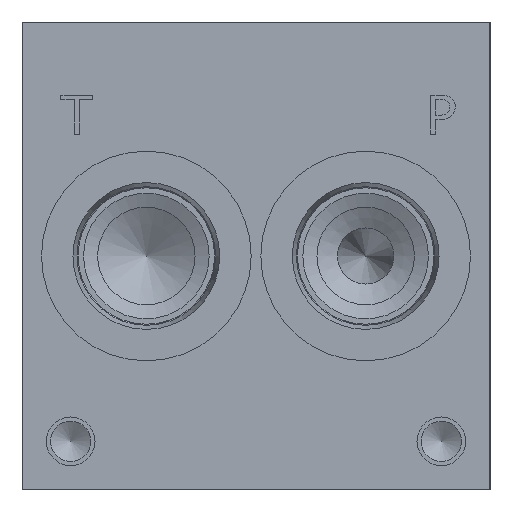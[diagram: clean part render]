
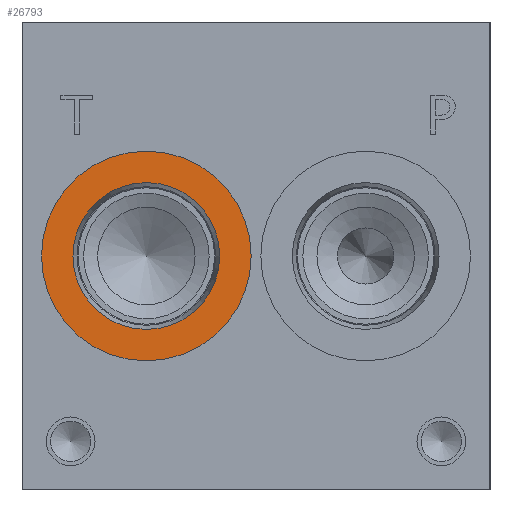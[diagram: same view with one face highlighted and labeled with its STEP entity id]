
A CAD part, left-side view. The second image highlights one B-rep face of the part: STEP entity #26793.
In plain terms, the highlighted planar face has unit normal (-1, 0, 0).
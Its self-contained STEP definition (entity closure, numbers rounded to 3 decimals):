
#635=CIRCLE('',#28098,17.069);
#636=CIRCLE('',#28099,17.069);
#637=CIRCLE('',#28101,11.951);
#638=CIRCLE('',#28102,11.951);
#1716=FACE_BOUND('',#5153,.T.);
#3585=FACE_OUTER_BOUND('',#5152,.T.);
#5152=EDGE_LOOP('',(#21534,#21535));
#5153=EDGE_LOOP('',(#21536,#21537));
#11941=VERTEX_POINT('',#44680);
#11942=VERTEX_POINT('',#44682);
#11943=VERTEX_POINT('',#44686);
#11944=VERTEX_POINT('',#44687);
#15409=EDGE_CURVE('',#11941,#11942,#635,.T.);
#15410=EDGE_CURVE('',#11942,#11941,#636,.T.);
#15411=EDGE_CURVE('',#11943,#11944,#637,.T.);
#15412=EDGE_CURVE('',#11944,#11943,#638,.T.);
#21534=ORIENTED_EDGE('',*,*,#15410,.F.);
#21535=ORIENTED_EDGE('',*,*,#15409,.F.);
#21536=ORIENTED_EDGE('',*,*,#15411,.T.);
#21537=ORIENTED_EDGE('',*,*,#15412,.T.);
#25032=PLANE('',#28100);
#26793=ADVANCED_FACE('',(#3585,#1716),#25032,.F.);
#28098=AXIS2_PLACEMENT_3D('',#44683,#32801,#32802);
#28099=AXIS2_PLACEMENT_3D('',#44684,#32803,#32804);
#28100=AXIS2_PLACEMENT_3D('',#44685,#32805,#32806);
#28101=AXIS2_PLACEMENT_3D('',#44688,#32807,#32808);
#28102=AXIS2_PLACEMENT_3D('',#44689,#32809,#32810);
#32801=DIRECTION('center_axis',(1.,0.,0.));
#32802=DIRECTION('ref_axis',(0.,0.,-1.));
#32803=DIRECTION('center_axis',(1.,0.,0.));
#32804=DIRECTION('ref_axis',(0.,0.,-1.));
#32805=DIRECTION('center_axis',(1.,0.,0.));
#32806=DIRECTION('ref_axis',(0.,0.,-1.));
#32807=DIRECTION('center_axis',(1.,0.,0.));
#32808=DIRECTION('ref_axis',(0.,0.,-1.));
#32809=DIRECTION('center_axis',(1.,0.,0.));
#32810=DIRECTION('ref_axis',(0.,0.,-1.));
#44680=CARTESIAN_POINT('',(0.787,55.956,21.031));
#44682=CARTESIAN_POINT('',(0.787,55.956,55.169));
#44683=CARTESIAN_POINT('Origin',(0.787,55.956,38.1));
#44684=CARTESIAN_POINT('Origin',(0.787,55.956,38.1));
#44685=CARTESIAN_POINT('Origin',(0.787,55.956,50.051));
#44686=CARTESIAN_POINT('',(0.787,55.956,50.051));
#44687=CARTESIAN_POINT('',(0.787,55.956,26.149));
#44688=CARTESIAN_POINT('Origin',(0.787,55.956,38.1));
#44689=CARTESIAN_POINT('Origin',(0.787,55.956,38.1));
